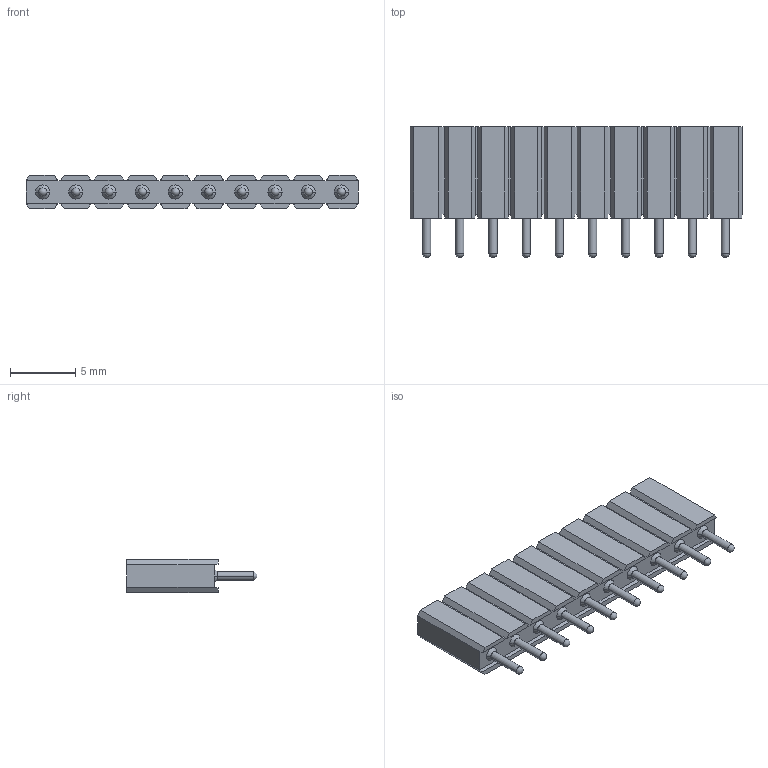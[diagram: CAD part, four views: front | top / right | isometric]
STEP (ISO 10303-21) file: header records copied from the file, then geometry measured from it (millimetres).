
FILE_DESCRIPTION(('STEP AP214'),'1');
FILE_NAME('pcb_connector_801-87-010-10-001101.stp','2020-04-09T10:04:20',('TraceParts'),('TraceParts S.A.'),'Spatial InterOp 3D',' ',' ');
FILE_SCHEMA(('AUTOMOTIVE_DESIGN { 1 0 10303 214 1 1 1 1 }'));
Length unit declared in the file: millimetre
Products named in the file (1): pcb_connector_801-87-010-10-001101
Bounding box: 25.4 x 10 x 2.54 mm (x, y, z)
Volume: 348.8 mm3; surface area: 978 mm2
Topology: 1 solids, 1 shells, 452 faces, 1080 edges, 630 vertices
Faces by surface type: plane 142, cone 140, cylinder 120, torus 40, sphere 10
Entity records: 16336 total; most frequent: DIRECTION 2406, CARTESIAN_POINT 2123, ORIENTED_EDGE 2080, EDGE_CURVE 1040, AXIS2_PLACEMENT_3D 913, VERTEX_POINT 630, LINE 580, VECTOR 580
